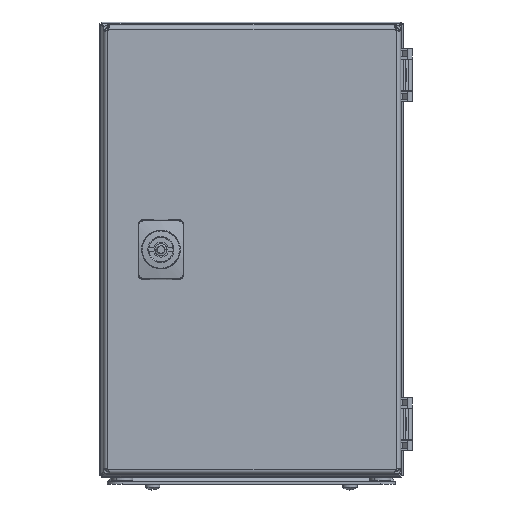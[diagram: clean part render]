
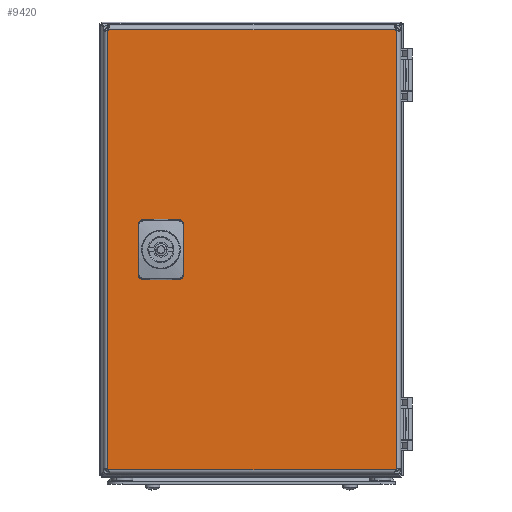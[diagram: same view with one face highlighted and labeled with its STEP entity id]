
A CAD part, top view. The second image highlights one B-rep face of the part: STEP entity #9420.
In plain terms, the highlighted face is planar.
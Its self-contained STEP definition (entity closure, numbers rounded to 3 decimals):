
#9420 = ADVANCED_FACE ( 'NONE', ( #21525, #21524 ), #21523, .F. ) ;
#9421 = EDGE_LOOP ( 'NONE', ( #9482, #9485, #9488, #9491, #9494, #9466, #9469, #9472 ) ) ;
#9422 = VERTEX_POINT ( 'NONE', #21583 ) ;
#9461 = ORIENTED_EDGE ( 'NONE', *, *, #9462, .T. ) ;
#9462 = EDGE_CURVE ( 'NONE', #16823, #9463, #21652, .T. ) ;
#9463 = VERTEX_POINT ( 'NONE', #21648 ) ;
#9464 = ORIENTED_EDGE ( 'NONE', *, *, #9465, .T. ) ;
#9465 = EDGE_CURVE ( 'NONE', #9463, #9526, #21647, .T. ) ;
#9466 = ORIENTED_EDGE ( 'NONE', *, *, #9467, .F. ) ;
#9467 = EDGE_CURVE ( 'NONE', #9468, #9496, #21642, .T. ) ;
#9468 = VERTEX_POINT ( 'NONE', #21637 ) ;
#9469 = ORIENTED_EDGE ( 'NONE', *, *, #9470, .F. ) ;
#9470 = EDGE_CURVE ( 'NONE', #9471, #9468, #21636, .T. ) ;
#9471 = VERTEX_POINT ( 'NONE', #21632 ) ;
#9472 = ORIENTED_EDGE ( 'NONE', *, *, #9473, .F. ) ;
#9473 = EDGE_CURVE ( 'NONE', #9484, #9471, #21630, .T. ) ;
#9474 = EDGE_LOOP ( 'NONE', ( #9475, #9479, #9540, #9543, #9546, #9461, #9464, #9527 ) ) ;
#9475 = ORIENTED_EDGE ( 'NONE', *, *, #9476, .F. ) ;
#9476 = EDGE_CURVE ( 'NONE', #9477, #9478, #21624, .T. ) ;
#9477 = VERTEX_POINT ( 'NONE', #21625 ) ;
#9478 = VERTEX_POINT ( 'NONE', #21685 ) ;
#9479 = ORIENTED_EDGE ( 'NONE', *, *, #9480, .T. ) ;
#9480 = EDGE_CURVE ( 'NONE', #9477, #9481, #21684, .T. ) ;
#9481 = VERTEX_POINT ( 'NONE', #21680 ) ;
#9482 = ORIENTED_EDGE ( 'NONE', *, *, #9483, .F. ) ;
#9483 = EDGE_CURVE ( 'NONE', #9422, #9484, #21679, .T. ) ;
#9484 = VERTEX_POINT ( 'NONE', #21675 ) ;
#9485 = ORIENTED_EDGE ( 'NONE', *, *, #9486, .F. ) ;
#9486 = EDGE_CURVE ( 'NONE', #9487, #9422, #21674, .T. ) ;
#9487 = VERTEX_POINT ( 'NONE', #21669 ) ;
#9488 = ORIENTED_EDGE ( 'NONE', *, *, #9489, .F. ) ;
#9489 = EDGE_CURVE ( 'NONE', #9490, #9487, #21668, .T. ) ;
#9490 = VERTEX_POINT ( 'NONE', #21664 ) ;
#9491 = ORIENTED_EDGE ( 'NONE', *, *, #9492, .F. ) ;
#9492 = EDGE_CURVE ( 'NONE', #9493, #9490, #21663, .T. ) ;
#9493 = VERTEX_POINT ( 'NONE', #21658 ) ;
#9494 = ORIENTED_EDGE ( 'NONE', *, *, #9495, .F. ) ;
#9495 = EDGE_CURVE ( 'NONE', #9496, #9493, #21657, .T. ) ;
#9496 = VERTEX_POINT ( 'NONE', #21710 ) ;
#9526 = VERTEX_POINT ( 'NONE', #21712 ) ;
#9527 = ORIENTED_EDGE ( 'NONE', *, *, #9528, .T. ) ;
#9528 = EDGE_CURVE ( 'NONE', #9526, #9478, #21711, .T. ) ;
#9540 = ORIENTED_EDGE ( 'NONE', *, *, #9541, .T. ) ;
#9541 = EDGE_CURVE ( 'NONE', #9481, #9542, #21741, .T. ) ;
#9542 = VERTEX_POINT ( 'NONE', #21791 ) ;
#9543 = ORIENTED_EDGE ( 'NONE', *, *, #9544, .T. ) ;
#9544 = EDGE_CURVE ( 'NONE', #9542, #9545, #21786, .T. ) ;
#9545 = VERTEX_POINT ( 'NONE', #21782 ) ;
#9546 = ORIENTED_EDGE ( 'NONE', *, *, #9547, .F. ) ;
#9547 = EDGE_CURVE ( 'NONE', #16823, #9545, #21781, .T. ) ;
#16823 = VERTEX_POINT ( 'NONE', #41811 ) ;
#21523 = PLANE ( 'NONE',  #21587 ) ;
#21524 = FACE_OUTER_BOUND ( 'NONE', #9474, .T. ) ;
#21525 = FACE_BOUND ( 'NONE', #9421, .T. ) ;
#21583 = CARTESIAN_POINT ( 'NONE',  ( 50., -5.154, 0. ) ) ;
#21584 = DIRECTION ( 'NONE',  ( 1., 0., 0. ) ) ;
#21585 = DIRECTION ( 'NONE',  ( 0., 0., 1. ) ) ;
#21586 = CARTESIAN_POINT ( 'NONE',  ( -110., -160., 0. ) ) ;
#21587 = AXIS2_PLACEMENT_3D ( 'NONE', #21586, #21585, #21584 ) ;
#21621 = DIRECTION ( 'NONE',  ( 1., 0., 0. ) ) ;
#21622 = DIRECTION ( 'NONE',  ( 0., 0., -1. ) ) ;
#21623 = AXIS2_PLACEMENT_3D ( 'NONE', #21631, #21622, #21621 ) ;
#21624 = CIRCLE ( 'NONE', #21623, 2.5 ) ;
#21625 = CARTESIAN_POINT ( 'NONE',  ( -95., -144.5, 0. ) ) ;
#21626 = DIRECTION ( 'NONE',  ( 1., 0., 0. ) ) ;
#21627 = DIRECTION ( 'NONE',  ( 0., 0., -1. ) ) ;
#21628 = CARTESIAN_POINT ( 'NONE',  ( 60., 0., 0. ) ) ;
#21629 = AXIS2_PLACEMENT_3D ( 'NONE', #21628, #21627, #21626 ) ;
#21630 = CIRCLE ( 'NONE', #21629, 11.25 ) ;
#21631 = CARTESIAN_POINT ( 'NONE',  ( -96.5, -146.5, 0. ) ) ;
#21632 = CARTESIAN_POINT ( 'NONE',  ( 54.846, 10., 0. ) ) ;
#21633 = DIRECTION ( 'NONE',  ( 1., 0., 0. ) ) ;
#21634 = VECTOR ( 'NONE', #21633, 1000. ) ;
#21635 = CARTESIAN_POINT ( 'NONE',  ( 54.846, 10., 0. ) ) ;
#21636 = LINE ( 'NONE', #21635, #21634 ) ;
#21637 = CARTESIAN_POINT ( 'NONE',  ( 65.154, 10., 0. ) ) ;
#21638 = DIRECTION ( 'NONE',  ( 1., 0., 0. ) ) ;
#21639 = DIRECTION ( 'NONE',  ( 0., 0., -1. ) ) ;
#21640 = CARTESIAN_POINT ( 'NONE',  ( 60., 0., 0. ) ) ;
#21641 = AXIS2_PLACEMENT_3D ( 'NONE', #21640, #21639, #21638 ) ;
#21642 = CIRCLE ( 'NONE', #21641, 11.25 ) ;
#21643 = DIRECTION ( 'NONE',  ( -1., 0., 0. ) ) ;
#21644 = DIRECTION ( 'NONE',  ( 0., 0., 1. ) ) ;
#21645 = CARTESIAN_POINT ( 'NONE',  ( 96.5, -146.5, 0. ) ) ;
#21646 = AXIS2_PLACEMENT_3D ( 'NONE', #21645, #21644, #21643 ) ;
#21647 = CIRCLE ( 'NONE', #21646, 2.5 ) ;
#21648 = CARTESIAN_POINT ( 'NONE',  ( 95., -144.5, 0. ) ) ;
#21649 = DIRECTION ( 'NONE',  ( 0., -1., 0. ) ) ;
#21650 = VECTOR ( 'NONE', #21649, 1000. ) ;
#21651 = CARTESIAN_POINT ( 'NONE',  ( 95., -160., 0. ) ) ;
#21652 = LINE ( 'NONE', #21651, #21650 ) ;
#21654 = DIRECTION ( 'NONE',  ( 0., -1., 0. ) ) ;
#21655 = VECTOR ( 'NONE', #21654, 1000. ) ;
#21656 = CARTESIAN_POINT ( 'NONE',  ( 70., 5.154, 0. ) ) ;
#21657 = LINE ( 'NONE', #21656, #21655 ) ;
#21658 = CARTESIAN_POINT ( 'NONE',  ( 70., -5.154, 0. ) ) ;
#21659 = DIRECTION ( 'NONE',  ( 1., 0., 0. ) ) ;
#21660 = DIRECTION ( 'NONE',  ( 0., 0., -1. ) ) ;
#21661 = CARTESIAN_POINT ( 'NONE',  ( 60., 0., 0. ) ) ;
#21662 = AXIS2_PLACEMENT_3D ( 'NONE', #21661, #21660, #21659 ) ;
#21663 = CIRCLE ( 'NONE', #21662, 11.25 ) ;
#21664 = CARTESIAN_POINT ( 'NONE',  ( 65.154, -10., 0. ) ) ;
#21665 = DIRECTION ( 'NONE',  ( -1., 0., 0. ) ) ;
#21666 = VECTOR ( 'NONE', #21665, 1000. ) ;
#21667 = CARTESIAN_POINT ( 'NONE',  ( 54.846, -10., 0. ) ) ;
#21668 = LINE ( 'NONE', #21667, #21666 ) ;
#21669 = CARTESIAN_POINT ( 'NONE',  ( 54.846, -10., 0. ) ) ;
#21670 = DIRECTION ( 'NONE',  ( 1., 0., 0. ) ) ;
#21671 = DIRECTION ( 'NONE',  ( 0., 0., -1. ) ) ;
#21672 = CARTESIAN_POINT ( 'NONE',  ( 60., 0., 0. ) ) ;
#21673 = AXIS2_PLACEMENT_3D ( 'NONE', #21672, #21671, #21670 ) ;
#21674 = CIRCLE ( 'NONE', #21673, 11.25 ) ;
#21675 = CARTESIAN_POINT ( 'NONE',  ( 50., 5.154, 0. ) ) ;
#21676 = DIRECTION ( 'NONE',  ( 0., 1., 0. ) ) ;
#21677 = VECTOR ( 'NONE', #21676, 1000. ) ;
#21678 = CARTESIAN_POINT ( 'NONE',  ( 50., 5.154, 0. ) ) ;
#21679 = LINE ( 'NONE', #21678, #21677 ) ;
#21680 = CARTESIAN_POINT ( 'NONE',  ( -95., 144.5, 0. ) ) ;
#21681 = DIRECTION ( 'NONE',  ( 0., 1., 0. ) ) ;
#21682 = VECTOR ( 'NONE', #21681, 1000. ) ;
#21683 = CARTESIAN_POINT ( 'NONE',  ( -95., -160., 0. ) ) ;
#21684 = LINE ( 'NONE', #21683, #21682 ) ;
#21685 = CARTESIAN_POINT ( 'NONE',  ( -94.5, -145., 0. ) ) ;
#21710 = CARTESIAN_POINT ( 'NONE',  ( 70., 5.154, 0. ) ) ;
#21711 = LINE ( 'NONE', #21763, #21762 ) ;
#21712 = CARTESIAN_POINT ( 'NONE',  ( 94.5, -145., 0. ) ) ;
#21741 = CIRCLE ( 'NONE', #21790, 2.5 ) ;
#21761 = DIRECTION ( 'NONE',  ( -1., 0., 0. ) ) ;
#21762 = VECTOR ( 'NONE', #21761, 1000. ) ;
#21763 = CARTESIAN_POINT ( 'NONE',  ( -110., -145., 0. ) ) ;
#21777 = DIRECTION ( 'NONE',  ( -1., 0., 0. ) ) ;
#21778 = DIRECTION ( 'NONE',  ( 0., 0., -1. ) ) ;
#21779 = CARTESIAN_POINT ( 'NONE',  ( 96.5, 146.5, 0. ) ) ;
#21780 = AXIS2_PLACEMENT_3D ( 'NONE', #21779, #21778, #21777 ) ;
#21781 = CIRCLE ( 'NONE', #21780, 2.5 ) ;
#21782 = CARTESIAN_POINT ( 'NONE',  ( 94.5, 145., 0. ) ) ;
#21783 = DIRECTION ( 'NONE',  ( 1., 0., 0. ) ) ;
#21784 = VECTOR ( 'NONE', #21783, 1000. ) ;
#21785 = CARTESIAN_POINT ( 'NONE',  ( -110., 145., 0. ) ) ;
#21786 = LINE ( 'NONE', #21785, #21784 ) ;
#21787 = DIRECTION ( 'NONE',  ( 1., 0., 0. ) ) ;
#21788 = DIRECTION ( 'NONE',  ( 0., 0., 1. ) ) ;
#21789 = CARTESIAN_POINT ( 'NONE',  ( -96.5, 146.5, 0. ) ) ;
#21790 = AXIS2_PLACEMENT_3D ( 'NONE', #21789, #21788, #21787 ) ;
#21791 = CARTESIAN_POINT ( 'NONE',  ( -94.5, 145., 0. ) ) ;
#41811 = CARTESIAN_POINT ( 'NONE',  ( 95., 144.5, 0. ) ) ;
